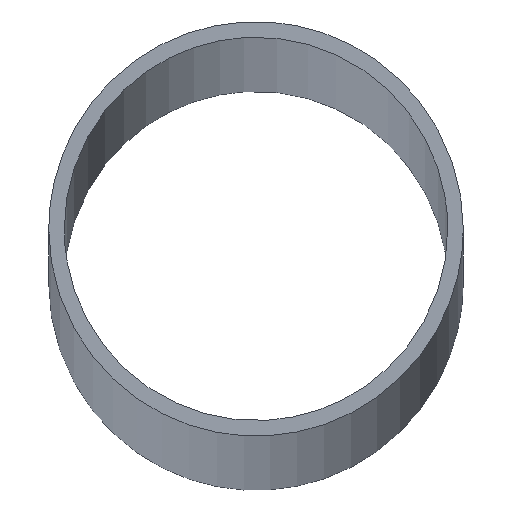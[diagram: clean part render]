
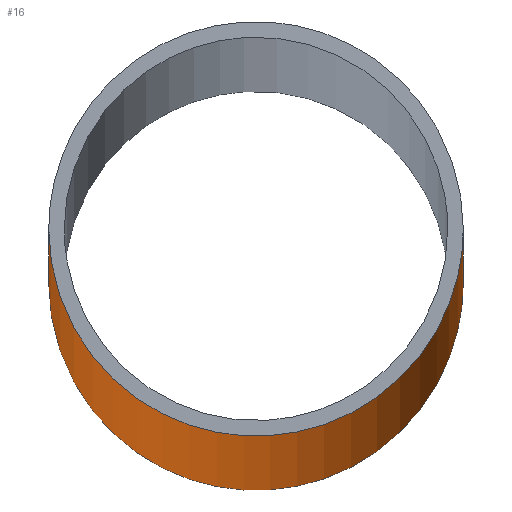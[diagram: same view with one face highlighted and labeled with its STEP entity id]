
A CAD part, top view. The second image highlights one B-rep face of the part: STEP entity #16.
In plain terms, the highlighted free-form (B-spline) face has degree [2, 1] with [5, 2] control points.
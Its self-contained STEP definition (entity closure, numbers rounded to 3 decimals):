
#16=ADVANCED_FACE('',(#22),#94,.T.);
#22=FACE_OUTER_BOUND('',#28,.T.);
#28=EDGE_LOOP('',(#36,#37,#38,#39));
#36=ORIENTED_EDGE('',*,*,#66,.T.);
#37=ORIENTED_EDGE('',*,*,#62,.F.);
#38=ORIENTED_EDGE('',*,*,#61,.F.);
#39=ORIENTED_EDGE('',*,*,#60,.T.);
#60=EDGE_CURVE('',#84,#88,#72,.T.);
#61=EDGE_CURVE('',#84,#85,#73,.T.);
#62=EDGE_CURVE('',#85,#89,#74,.T.);
#66=EDGE_CURVE('',#88,#89,#78,.T.);
#72=(
BOUNDED_CURVE()
B_SPLINE_CURVE(2,(#246,#247,#248,#249,#250),.UNSPECIFIED.,.F.,.F.)
B_SPLINE_CURVE_WITH_KNOTS((3,2,3),(-4.712,-3.142,
-1.571),.UNSPECIFIED.)
CURVE()
GEOMETRIC_REPRESENTATION_ITEM()
RATIONAL_B_SPLINE_CURVE((1.,0.707,1.,0.707,1.))
REPRESENTATION_ITEM('')
);
#73=(
BOUNDED_CURVE()
B_SPLINE_CURVE(1,(#251,#252),.UNSPECIFIED.,.F.,.F.)
B_SPLINE_CURVE_WITH_KNOTS((2,2),(0.,3000.),.UNSPECIFIED.)
CURVE()
GEOMETRIC_REPRESENTATION_ITEM()
RATIONAL_B_SPLINE_CURVE((1.,1.))
REPRESENTATION_ITEM('')
);
#74=(
BOUNDED_CURVE()
B_SPLINE_CURVE(2,(#253,#254,#255,#256,#257),.UNSPECIFIED.,.F.,.F.)
B_SPLINE_CURVE_WITH_KNOTS((3,2,3),(-4.712,-3.142,
-1.571),.UNSPECIFIED.)
CURVE()
GEOMETRIC_REPRESENTATION_ITEM()
RATIONAL_B_SPLINE_CURVE((1.,0.707,1.,0.707,1.))
REPRESENTATION_ITEM('')
);
#78=(
BOUNDED_CURVE()
B_SPLINE_CURVE(1,(#270,#271),.UNSPECIFIED.,.F.,.F.)
B_SPLINE_CURVE_WITH_KNOTS((2,2),(0.,3000.),.UNSPECIFIED.)
CURVE()
GEOMETRIC_REPRESENTATION_ITEM()
RATIONAL_B_SPLINE_CURVE((1.,1.))
REPRESENTATION_ITEM('')
);
#84=VERTEX_POINT('',#238);
#85=VERTEX_POINT('',#239);
#88=VERTEX_POINT('',#242);
#89=VERTEX_POINT('',#243);
#94=(
BOUNDED_SURFACE()
B_SPLINE_SURFACE(2,1,((#196,#197),(#198,#199),(#200,#201),(#202,#203),(#204,
#205)),.UNSPECIFIED.,.F.,.F.,.F.)
B_SPLINE_SURFACE_WITH_KNOTS((3,2,3),(2,2),(-4.712,-3.142,
-1.571),(0.,3000.),.UNSPECIFIED.)
GEOMETRIC_REPRESENTATION_ITEM()
RATIONAL_B_SPLINE_SURFACE(((1.,1.),(0.707,0.707),
(1.,1.),(0.707,0.707),(1.,1.)))
REPRESENTATION_ITEM('')
SURFACE()
);
#196=CARTESIAN_POINT('',(-20.,0.,-3000.));
#197=CARTESIAN_POINT('',(-20.,0.,0.));
#198=CARTESIAN_POINT('',(-20.,-20.,-3000.));
#199=CARTESIAN_POINT('',(-20.,-20.,0.));
#200=CARTESIAN_POINT('',(0.,-20.,-3000.));
#201=CARTESIAN_POINT('',(0.,-20.,0.));
#202=CARTESIAN_POINT('',(20.,-20.,-3000.));
#203=CARTESIAN_POINT('',(20.,-20.,0.));
#204=CARTESIAN_POINT('',(20.,0.,-3000.));
#205=CARTESIAN_POINT('',(20.,0.,0.));
#238=CARTESIAN_POINT('',(-20.,0.,-3000.));
#239=CARTESIAN_POINT('',(-20.,0.,0.));
#242=CARTESIAN_POINT('',(20.,0.,-3000.));
#243=CARTESIAN_POINT('',(20.,0.,0.));
#246=CARTESIAN_POINT('',(-20.,0.,-3000.));
#247=CARTESIAN_POINT('',(-20.,-20.,-3000.));
#248=CARTESIAN_POINT('',(0.,-20.,-3000.));
#249=CARTESIAN_POINT('',(20.,-20.,-3000.));
#250=CARTESIAN_POINT('',(20.,0.,-3000.));
#251=CARTESIAN_POINT('',(-20.,0.,-3000.));
#252=CARTESIAN_POINT('',(-20.,0.,0.));
#253=CARTESIAN_POINT('',(-20.,0.,0.));
#254=CARTESIAN_POINT('',(-20.,-20.,0.));
#255=CARTESIAN_POINT('',(0.,-20.,0.));
#256=CARTESIAN_POINT('',(20.,-20.,0.));
#257=CARTESIAN_POINT('',(20.,0.,0.));
#270=CARTESIAN_POINT('',(20.,0.,-3000.));
#271=CARTESIAN_POINT('',(20.,0.,0.));
